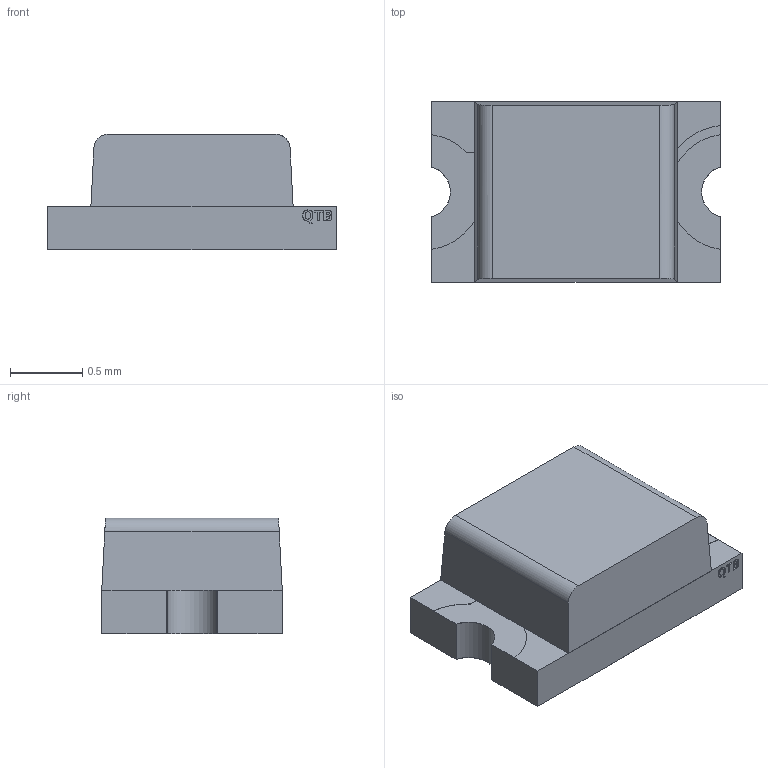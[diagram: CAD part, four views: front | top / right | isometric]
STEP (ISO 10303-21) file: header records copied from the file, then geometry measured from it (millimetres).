
FILE_DESCRIPTION(/* description */ (''),/* implementation_level */ '2;1');
FILE_NAME(/* name */ '5fab0c775ed59b0f42ef62fe',/* time_stamp */ '2020-11-10T21:56:07+00:00',/* author */ (''),/* organization */ (''),/* preprocessor_version */ 'ST-DEVELOPER v16.7',/* originating_system */ $,/* authorisation */ $);
FILE_SCHEMA (('AUTOMOTIVE_DESIGN {1 0 10303 214 3 1 1}'));
Length unit declared in the file: metre
Products named in the file (11): QBLP631 (Mono-Color); Resin; Polarity Mark; Side Pad 1; Side Pad 2; Bottom Pad 2; Top Pad 2; Top Pad 1; Bottom Pad 1; Substrate; Bottom Pad - Mid
Assembly tree (5 placements, depth 2):
  QBLP631 (Mono-Color)
    Resin
    Polarity Mark
    Bottom Pad 2
    Bottom Pad 1
    Bottom Pad - Mid
  Side Pad 1
  Side Pad 2
  Top Pad 2
  Top Pad 1
Bounding box: 2 x 1.25 x 0.8 mm (x, y, z)
Volume: 1.6 mm3; surface area: 17.3 mm2
Topology: 10 solids, 10 shells, 188 faces, 486 edges, 324 vertices
Faces by surface type: plane 129, cylinder 30, bspline 29
Entity records: 6072 total; most frequent: CARTESIAN_POINT 1328, ORIENTED_EDGE 972, DIRECTION 828, EDGE_CURVE 486, LINE 368, VECTOR 368, VERTEX_POINT 324, AXIS2_PLACEMENT_3D 230
